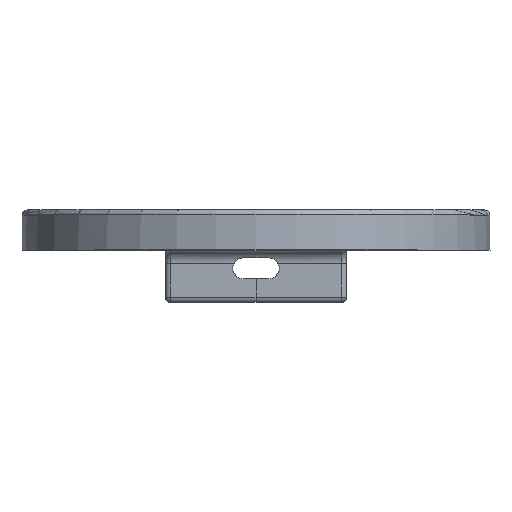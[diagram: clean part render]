
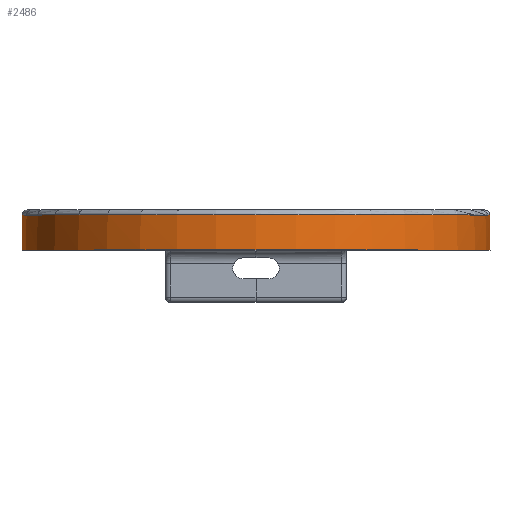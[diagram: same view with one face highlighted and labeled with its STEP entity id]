
A CAD part, top view. The second image highlights one B-rep face of the part: STEP entity #2486.
In plain terms, the highlighted cylindrical face has radius 45.3 mm (diameter 90.6 mm), a partial arc.
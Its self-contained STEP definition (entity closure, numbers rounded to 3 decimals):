
#170=FACE_OUTER_BOUND('',#309,.T.);
#309=EDGE_LOOP('',(#1834,#1835,#1836,#1837,#1838,#1839));
#414=B_SPLINE_CURVE_WITH_KNOTS('',3,(#3759,#3760,#3761,#3762,#3763,#3764,
#3765,#3766,#3767,#3768),.UNSPECIFIED.,.F.,.F.,(4,2,2,2,4),(-0.157,
-0.116,-0.075,-0.038,0.),
 .UNSPECIFIED.);
#415=B_SPLINE_CURVE_WITH_KNOTS('',3,(#3820,#3821,#3822,#3823,#3824,#3825,
#3826,#3827,#3828,#3829),.UNSPECIFIED.,.F.,.F.,(4,2,2,2,4),(0.,0.038,
0.075,0.116,0.157),.UNSPECIFIED.);
#454=LINE('',#3867,#692);
#462=LINE('',#3936,#700);
#692=VECTOR('',#3005,10.);
#700=VECTOR('',#3057,10.);
#926=CIRCLE('',#2660,45.3);
#931=CIRCLE('',#2669,45.3);
#1058=VERTEX_POINT('',#3756);
#1059=VERTEX_POINT('',#3758);
#1066=VERTEX_POINT('',#3818);
#1067=VERTEX_POINT('',#3819);
#1075=VERTEX_POINT('',#3865);
#1082=VERTEX_POINT('',#3901);
#1317=EDGE_CURVE('',#1058,#1059,#414,.F.);
#1331=EDGE_CURVE('',#1066,#1067,#415,.F.);
#1349=EDGE_CURVE('',#1058,#1075,#454,.T.);
#1364=EDGE_CURVE('',#1059,#1066,#926,.T.);
#1370=EDGE_CURVE('',#1082,#1075,#931,.T.);
#1371=EDGE_CURVE('',#1082,#1067,#462,.T.);
#1834=ORIENTED_EDGE('',*,*,#1370,.F.);
#1835=ORIENTED_EDGE('',*,*,#1371,.T.);
#1836=ORIENTED_EDGE('',*,*,#1331,.F.);
#1837=ORIENTED_EDGE('',*,*,#1364,.F.);
#1838=ORIENTED_EDGE('',*,*,#1317,.F.);
#1839=ORIENTED_EDGE('',*,*,#1349,.T.);
#2448=CYLINDRICAL_SURFACE('',#2671,45.3);
#2486=ADVANCED_FACE('',(#170),#2448,.T.);
#2660=AXIS2_PLACEMENT_3D('',#3921,#3034,#3035);
#2669=AXIS2_PLACEMENT_3D('',#3934,#3053,#3054);
#2671=AXIS2_PLACEMENT_3D('',#3937,#3058,#3059);
#3005=DIRECTION('',(0.,1.,0.));
#3034=DIRECTION('center_axis',(0.,-1.,0.));
#3035=DIRECTION('ref_axis',(1.,0.,0.));
#3053=DIRECTION('center_axis',(0.,1.,0.));
#3054=DIRECTION('ref_axis',(0.,0.,1.));
#3057=DIRECTION('',(0.,-1.,0.));
#3058=DIRECTION('center_axis',(0.,-1.,0.));
#3059=DIRECTION('ref_axis',(0.,0.,1.));
#3756=CARTESIAN_POINT('',(45.062,49.28,38.217));
#3758=CARTESIAN_POINT('',(44.062,48.28,37.812));
#3759=CARTESIAN_POINT('Ctrl Pts',(44.062,48.28,37.812));
#3760=CARTESIAN_POINT('Ctrl Pts',(44.188,48.28,37.861));
#3761=CARTESIAN_POINT('Ctrl Pts',(44.324,48.305,37.915));
#3762=CARTESIAN_POINT('Ctrl Pts',(44.574,48.41,38.015));
#3763=CARTESIAN_POINT('Ctrl Pts',(44.688,48.49,38.062));
#3764=CARTESIAN_POINT('Ctrl Pts',(44.863,48.67,38.134));
#3765=CARTESIAN_POINT('Ctrl Pts',(44.938,48.78,38.165));
#3766=CARTESIAN_POINT('Ctrl Pts',(45.037,49.022,38.206));
#3767=CARTESIAN_POINT('Ctrl Pts',(45.062,49.155,38.217));
#3768=CARTESIAN_POINT('Ctrl Pts',(45.062,49.28,38.217));
#3818=CARTESIAN_POINT('',(11.062,48.28,37.812));
#3819=CARTESIAN_POINT('',(10.062,49.28,38.217));
#3820=CARTESIAN_POINT('Ctrl Pts',(10.062,49.28,38.217));
#3821=CARTESIAN_POINT('Ctrl Pts',(10.062,49.155,38.217));
#3822=CARTESIAN_POINT('Ctrl Pts',(10.087,49.022,38.206));
#3823=CARTESIAN_POINT('Ctrl Pts',(10.186,48.78,38.165));
#3824=CARTESIAN_POINT('Ctrl Pts',(10.26,48.67,38.134));
#3825=CARTESIAN_POINT('Ctrl Pts',(10.435,48.49,38.062));
#3826=CARTESIAN_POINT('Ctrl Pts',(10.55,48.41,38.015));
#3827=CARTESIAN_POINT('Ctrl Pts',(10.8,48.305,37.915));
#3828=CARTESIAN_POINT('Ctrl Pts',(10.935,48.28,37.861));
#3829=CARTESIAN_POINT('Ctrl Pts',(11.062,48.28,37.812));
#3865=CARTESIAN_POINT('',(45.062,55.08,38.217));
#3867=CARTESIAN_POINT('',(45.062,56.08,38.217));
#3901=CARTESIAN_POINT('',(10.062,55.08,38.217));
#3921=CARTESIAN_POINT('Origin',(27.562,48.28,80.));
#3934=CARTESIAN_POINT('Origin',(27.562,55.08,80.));
#3936=CARTESIAN_POINT('',(10.062,56.08,38.217));
#3937=CARTESIAN_POINT('Origin',(27.562,56.08,80.));
